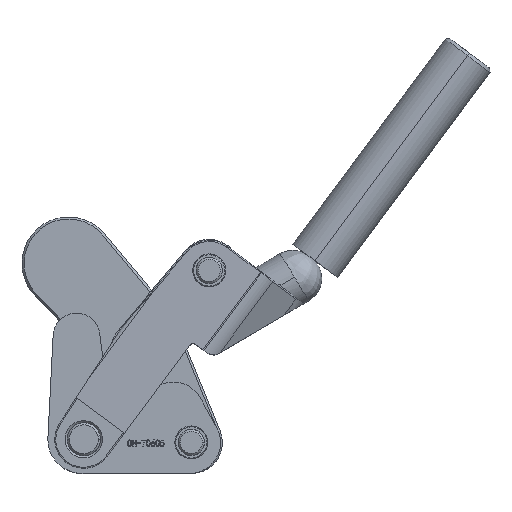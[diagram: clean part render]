
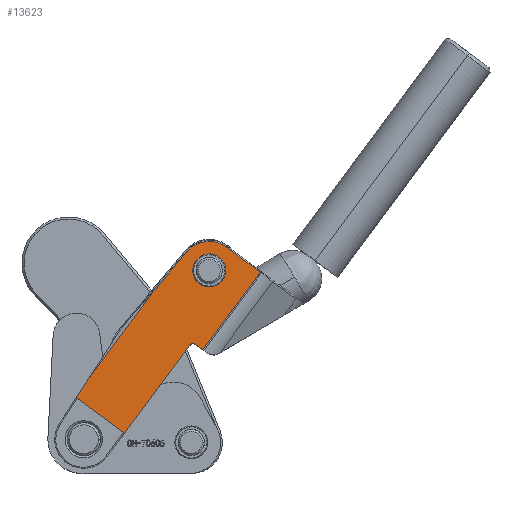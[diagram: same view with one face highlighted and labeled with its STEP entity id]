
A CAD part, top view. The second image highlights one B-rep face of the part: STEP entity #13623.
In plain terms, the highlighted face is planar.
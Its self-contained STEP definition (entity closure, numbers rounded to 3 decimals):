
#2883 = CARTESIAN_POINT ( 'NONE',  ( -115.7, -0.03, 52.335 ) ) ;
#3034 = DIRECTION ( 'NONE',  ( 0., -0.998, -0.059 ) ) ;
#3415 = EDGE_CURVE ( 'NONE', #78694, #86497, #52539, .T. ) ;
#3752 = CARTESIAN_POINT ( 'NONE',  ( 14., -15.618, 51.411 ) ) ;
#4650 = CARTESIAN_POINT ( 'NONE',  ( -115.7, 0., 52.337 ) ) ;
#7639 = VECTOR ( 'NONE', #77853, 1000. ) ;
#7994 = CARTESIAN_POINT ( 'NONE',  ( -14., -15.618, 51.411 ) ) ;
#8067 = LINE ( 'NONE', #56415, #24431 ) ;
#9878 = CARTESIAN_POINT ( 'NONE',  ( -115.7, -7.827, 51.873 ) ) ;
#10752 = DIRECTION ( 'NONE',  ( -1., 0., 0. ) ) ;
#12188 = VERTEX_POINT ( 'NONE', #13862 ) ;
#12327 = VECTOR ( 'NONE', #70834, 1000. ) ;
#12507 = EDGE_CURVE ( 'NONE', #54936, #30381, #40932, .T. ) ;
#12594 = VECTOR ( 'NONE', #53402, 1000. ) ;
#13623 = ADVANCED_FACE ( 'NONE', ( #88864, #31019 ), #23445, .T. ) ;
#13862 = CARTESIAN_POINT ( 'NONE',  ( -66.999, 14., 53.166 ) ) ;
#14169 = DIRECTION ( 'NONE',  ( 0.998, -0.063, -0.004 ) ) ;
#15451 = VECTOR ( 'NONE', #10752, 1000. ) ;
#16091 = EDGE_CURVE ( 'NONE', #26343, #87784, #89924, .T. ) ;
#16664 = VERTEX_POINT ( 'NONE', #78244 ) ;
#16891 = CARTESIAN_POINT ( 'NONE',  ( -102.58, -14.002, 51.507 ) ) ;
#18471 = CARTESIAN_POINT ( 'NONE',  ( -115.7, -0.03, 52.335 ) ) ;
#19443 = LINE ( 'NONE', #55945, #40177 ) ;
#20458 = CARTESIAN_POINT ( 'NONE',  ( -109.7, 16., 53.285 ) ) ;
#21616 = DIRECTION ( 'NONE',  ( -1., 0., 0. ) ) ;
#23159 = ORIENTED_EDGE ( 'NONE', *, *, #85800, .T. ) ;
#23445 = PLANE ( 'NONE',  #68460 ) ;
#23448 = CARTESIAN_POINT ( 'NONE',  ( -68.997, 15.93, 53.28 ) ) ;
#24207 = VERTEX_POINT ( 'NONE', #88845 ) ;
#24351 = EDGE_CURVE ( 'NONE', #87784, #26343, #37249, .T. ) ;
#24431 = VECTOR ( 'NONE', #21616, 1000. ) ;
#25501 = LINE ( 'NONE', #75033, #58228 ) ;
#26196 = LINE ( 'NONE', #84845, #7639 ) ;
#26343 = VERTEX_POINT ( 'NONE', #81473 ) ;
#27307 = EDGE_CURVE ( 'NONE', #24207, #32894, #30883, .T. ) ;
#29158 = CARTESIAN_POINT ( 'NONE',  ( -68.998, 15.961, 53.282 ) ) ;
#30381 = VERTEX_POINT ( 'NONE', #66770 ) ;
#30434 = ORIENTED_EDGE ( 'NONE', *, *, #24351, .F. ) ;
#30883 = LINE ( 'NONE', #7994, #12327 ) ;
#30945 = ORIENTED_EDGE ( 'NONE', *, *, #64413, .T. ) ;
#31019 = FACE_BOUND ( 'NONE', #54489, .T. ) ;
#31036 = CARTESIAN_POINT ( 'NONE',  ( -109.7, -16., 51.389 ) ) ;
#32516 = CARTESIAN_POINT ( 'NONE',  ( -24.959, -15.618, 51.411 ) ) ;
#32894 = VERTEX_POINT ( 'NONE', #48089 ) ;
#37249 =( BOUNDED_CURVE ( )  B_SPLINE_CURVE ( 3, ( #90024, #48265, #20458, #69264 ),
 .UNSPECIFIED., .F., .F. ) 
 B_SPLINE_CURVE_WITH_KNOTS ( ( 4, 4 ),
 ( 1.571, 4.712 ),
 .UNSPECIFIED. ) 
 CURVE ( )  GEOMETRIC_REPRESENTATION_ITEM ( )  RATIONAL_B_SPLINE_CURVE ( ( 1., 0.333, 0.333, 1. ) ) 
 REPRESENTATION_ITEM ( '' )  );
#39867 = VERTEX_POINT ( 'NONE', #40676 ) ;
#40177 = VECTOR ( 'NONE', #14169, 1000. ) ;
#40205 = DIRECTION ( 'NONE',  ( -1., 0., 0. ) ) ;
#40278 = EDGE_CURVE ( 'NONE', #12188, #54936, #59159, .T. ) ;
#40676 = CARTESIAN_POINT ( 'NONE',  ( -115.7, 20.34, 53.542 ) ) ;
#40932 = LINE ( 'NONE', #29158, #59510 ) ;
#43139 = DIRECTION ( 'NONE',  ( -0.035, 0.998, 0.059 ) ) ;
#43187 = ORIENTED_EDGE ( 'NONE', *, *, #61348, .T. ) ;
#44781 = DIRECTION ( 'NONE',  ( 0., -0.059, 0.998 ) ) ;
#45030 = CARTESIAN_POINT ( 'NONE',  ( -93.7, 0., 52.337 ) ) ;
#45182 = EDGE_CURVE ( 'NONE', #16664, #86497, #19443, .T. ) ;
#45487 = CARTESIAN_POINT ( 'NONE',  ( -68.997, 15.93, 53.28 ) ) ;
#47064 = EDGE_LOOP ( 'NONE', ( #23159, #55727, #78284, #30945, #69742, #51198, #77726, #67582, #43187, #54058 ) ) ;
#48089 = CARTESIAN_POINT ( 'NONE',  ( -14., -14.92, 51.453 ) ) ;
#48265 = CARTESIAN_POINT ( 'NONE',  ( -93.7, 16., 53.285 ) ) ;
#51198 = ORIENTED_EDGE ( 'NONE', *, *, #86654, .T. ) ;
#52539 = LINE ( 'NONE', #3752, #15451 ) ;
#53402 = DIRECTION ( 'NONE',  ( 0., -0.998, -0.059 ) ) ;
#54058 = ORIENTED_EDGE ( 'NONE', *, *, #75325, .T. ) ;
#54489 = EDGE_LOOP ( 'NONE', ( #77905, #30434 ) ) ;
#54936 = VERTEX_POINT ( 'NONE', #23448 ) ;
#55727 = ORIENTED_EDGE ( 'NONE', *, *, #45182, .T. ) ;
#55945 = CARTESIAN_POINT ( 'NONE',  ( -84.362, -15.149, 51.439 ) ) ;
#56415 = CARTESIAN_POINT ( 'NONE',  ( 14., 20.34, 53.542 ) ) ;
#56869 = VERTEX_POINT ( 'NONE', #18471 ) ;
#58228 = VECTOR ( 'NONE', #40205, 1000. ) ;
#58669 = CARTESIAN_POINT ( 'NONE',  ( -110.362, -13.512, 51.536 ) ) ;
#58929 = CARTESIAN_POINT ( 'NONE',  ( -68.138, 14., 53.166 ) ) ;
#59159 =( BOUNDED_CURVE ( )  B_SPLINE_CURVE ( 3, ( #73303, #58929, #87311, #45487 ),
 .UNSPECIFIED., .F., .F. ) 
 B_SPLINE_CURVE_WITH_KNOTS ( ( 4, 4 ),
 ( 0., 1.536 ),
 .UNSPECIFIED. ) 
 CURVE ( )  GEOMETRIC_REPRESENTATION_ITEM ( )  RATIONAL_B_SPLINE_CURVE ( ( 1., 0.813, 0.813, 1. ) ) 
 REPRESENTATION_ITEM ( '' )  );
#59510 = VECTOR ( 'NONE', #43139, 1000. ) ;
#59614 =( BOUNDED_CURVE ( )  B_SPLINE_CURVE ( 3, ( #2883, #9878, #58669, #16891 ),
 .UNSPECIFIED., .F., .F. ) 
 B_SPLINE_CURVE_WITH_KNOTS ( ( 4, 4 ),
 ( 4.712, 6.22 ),
 .UNSPECIFIED. ) 
 CURVE ( )  GEOMETRIC_REPRESENTATION_ITEM ( )  RATIONAL_B_SPLINE_CURVE ( ( 1., 0.819, 0.819, 1. ) ) 
 REPRESENTATION_ITEM ( '' )  );
#61348 = EDGE_CURVE ( 'NONE', #30381, #39867, #8067, .T. ) ;
#64413 = EDGE_CURVE ( 'NONE', #78694, #32894, #26196, .T. ) ;
#66026 = LINE ( 'NONE', #4650, #12594 ) ;
#66770 = CARTESIAN_POINT ( 'NONE',  ( -69.151, 20.34, 53.542 ) ) ;
#67582 = ORIENTED_EDGE ( 'NONE', *, *, #12507, .T. ) ;
#68460 = AXIS2_PLACEMENT_3D ( 'NONE', #79616, #44781, #3034 ) ;
#69264 = CARTESIAN_POINT ( 'NONE',  ( -109.7, 0., 52.337 ) ) ;
#69742 = ORIENTED_EDGE ( 'NONE', *, *, #27307, .F. ) ;
#70834 = DIRECTION ( 'NONE',  ( 0., -0.998, -0.059 ) ) ;
#73303 = CARTESIAN_POINT ( 'NONE',  ( -66.999, 14., 53.166 ) ) ;
#75033 = CARTESIAN_POINT ( 'NONE',  ( 0., 14., 53.166 ) ) ;
#75325 = EDGE_CURVE ( 'NONE', #39867, #56869, #66026, .T. ) ;
#77567 = CARTESIAN_POINT ( 'NONE',  ( -93.7, 0., 52.337 ) ) ;
#77726 = ORIENTED_EDGE ( 'NONE', *, *, #40278, .T. ) ;
#77853 = DIRECTION ( 'NONE',  ( 0.998, 0.064, 0.004 ) ) ;
#77905 = ORIENTED_EDGE ( 'NONE', *, *, #16091, .F. ) ;
#78244 = CARTESIAN_POINT ( 'NONE',  ( -102.58, -14.002, 51.507 ) ) ;
#78284 = ORIENTED_EDGE ( 'NONE', *, *, #3415, .F. ) ;
#78694 = VERTEX_POINT ( 'NONE', #32516 ) ;
#79616 = CARTESIAN_POINT ( 'NONE',  ( 14., -15.618, 51.411 ) ) ;
#79956 = CARTESIAN_POINT ( 'NONE',  ( -76.903, -15.618, 51.411 ) ) ;
#81473 = CARTESIAN_POINT ( 'NONE',  ( -109.7, 0., 52.337 ) ) ;
#84845 = CARTESIAN_POINT ( 'NONE',  ( 0.899, -13.971, 51.509 ) ) ;
#85800 = EDGE_CURVE ( 'NONE', #56869, #16664, #59614, .T. ) ;
#86497 = VERTEX_POINT ( 'NONE', #79956 ) ;
#86556 = CARTESIAN_POINT ( 'NONE',  ( -93.7, -16., 51.389 ) ) ;
#86654 = EDGE_CURVE ( 'NONE', #24207, #12188, #25501, .T. ) ;
#86846 = CARTESIAN_POINT ( 'NONE',  ( -109.7, 0., 52.337 ) ) ;
#87311 = CARTESIAN_POINT ( 'NONE',  ( -68.958, 14.791, 53.213 ) ) ;
#87784 = VERTEX_POINT ( 'NONE', #77567 ) ;
#88845 = CARTESIAN_POINT ( 'NONE',  ( -14., 14., 53.166 ) ) ;
#88864 = FACE_OUTER_BOUND ( 'NONE', #47064, .T. ) ;
#89924 =( BOUNDED_CURVE ( )  B_SPLINE_CURVE ( 3, ( #86846, #31036, #86556, #45030 ),
 .UNSPECIFIED., .F., .F. ) 
 B_SPLINE_CURVE_WITH_KNOTS ( ( 4, 4 ),
 ( 4.712, 7.854 ),
 .UNSPECIFIED. ) 
 CURVE ( )  GEOMETRIC_REPRESENTATION_ITEM ( )  RATIONAL_B_SPLINE_CURVE ( ( 1., 0.333, 0.333, 1. ) ) 
 REPRESENTATION_ITEM ( '' )  );
#90024 = CARTESIAN_POINT ( 'NONE',  ( -93.7, 0., 52.337 ) ) ;
